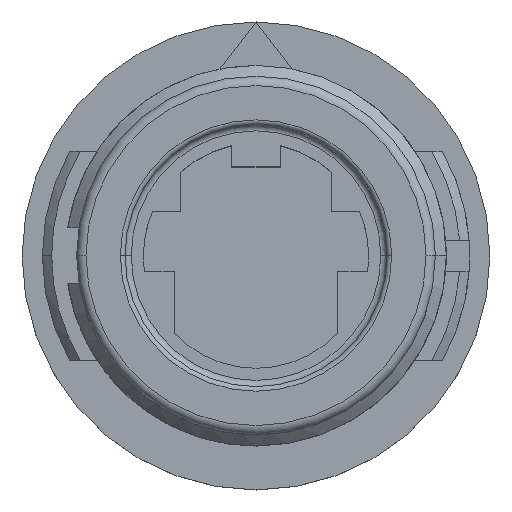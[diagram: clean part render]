
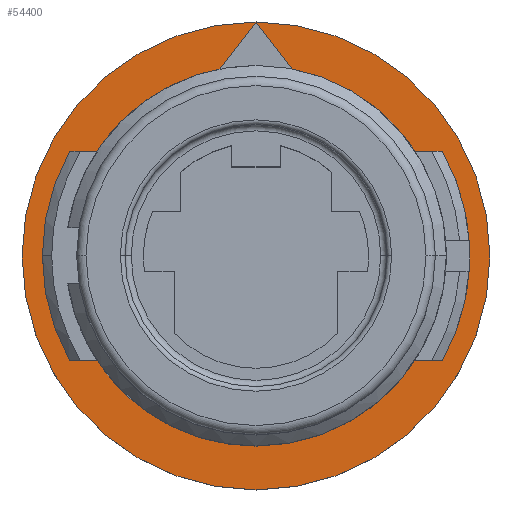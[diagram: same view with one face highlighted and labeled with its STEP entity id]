
A CAD part, top view. The second image highlights one B-rep face of the part: STEP entity #54400.
In plain terms, the highlighted planar face has unit normal (0, 0, 1).
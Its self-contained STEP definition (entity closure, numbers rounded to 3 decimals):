
#4900=CARTESIAN_POINT('',(0.,-5.75,-12.6))
;
#4910=VERTEX_POINT('',#4900);
#4940=CARTESIAN_POINT('',(0.,0.,-12.6));
#4950=DIRECTION('',(0.,0.,-1.));
#4960=DIRECTION('',(0.,1.,0.));
#4970=AXIS2_PLACEMENT_3D('',#4940,#4950,#4960);
#4980=CIRCLE('',#4970,5.75);
#4990=CARTESIAN_POINT('',(-4.673,-3.35,-12.6));
#5000=VERTEX_POINT('',#4990);
#5010=EDGE_CURVE('',#4910,#5000,#4980,.T.);
#5690=CARTESIAN_POINT('',(5.975,-3.35,-12.6));
#5700=VERTEX_POINT('',#5690);
#5730=CARTESIAN_POINT('',(5.975,-3.35,-12.6));
#5740=DIRECTION('',(-1.,0.,0.));
#5750=VECTOR('',#5740,1.302);
#5760=LINE('',#5730,#5750);
#5770=CARTESIAN_POINT('',(4.673,-3.35,-12.6));
#5780=VERTEX_POINT('',#5770);
#5790=EDGE_CURVE('',#5700,#5780,#5760,.T.);
#6420=CARTESIAN_POINT('',(0.,7.5,-12.6));
#6430=VERTEX_POINT('',#6420);
#6580=CARTESIAN_POINT('',(-1.5,5.551,-12.6));
#6590=VERTEX_POINT('',#6580);
#6620=CARTESIAN_POINT('',(-1.5,5.551,-12.6));
#6630=DIRECTION('',(0.61,0.792,0.));
#6640=VECTOR('',#6630,2.459);
#6650=LINE('',#6620,#6640);
#6660=EDGE_CURVE('',#6590,#6430,#6650,.T.);
#7910=CARTESIAN_POINT('',(-4.673,3.35,-12.6));
#7920=VERTEX_POINT('',#7910);
#7950=CARTESIAN_POINT('',(0.,0.,-12.6));
#7960=DIRECTION('',(0.,0.,-1.));
#7970=DIRECTION('',(1.,0.,0.));
#7980=AXIS2_PLACEMENT_3D('',#7950,#7960,#7970);
#7990=CIRCLE('',#7980,5.75);
#8000=EDGE_CURVE('',#7920,#6590,#7990,.T.);
#8160=CARTESIAN_POINT('',(1.5,5.551,-12.6));
#8170=VERTEX_POINT('',#8160);
#8200=CARTESIAN_POINT('',(0.,0.,-12.6));
#8210=DIRECTION('',(0.,0.,-1.));
#8220=DIRECTION('',(1.,0.,0.));
#8230=AXIS2_PLACEMENT_3D('',#8200,#8210,#8220);
#8240=CIRCLE('',#8230,5.75);
#8250=CARTESIAN_POINT('',(4.673,3.35,-12.6));
#8260=VERTEX_POINT('',#8250);
#8270=EDGE_CURVE('',#8170,#8260,#8240,.T.);
#10070=CARTESIAN_POINT('',(-4.673,-3.35,-12.6));
#10080=DIRECTION('',(-1.,0.,0.));
#10090=VECTOR('',#10080,1.302);
#10100=LINE('',#10070,#10090);
#10110=CARTESIAN_POINT('',(-5.975,-3.35,-12.6));
#10120=VERTEX_POINT('',#10110);
#10130=EDGE_CURVE('',#5000,#10120,#10100,.T.);
#11910=CARTESIAN_POINT('',(6.85,0.,-12.6));
#11920=VERTEX_POINT('',#11910);
#11950=CARTESIAN_POINT('',(0.,0.,-12.6));
#11960=DIRECTION('',(0.,0.,-1.));
#11970=DIRECTION('',(-1.,0.,0.));
#11980=AXIS2_PLACEMENT_3D('',#11950,#11960,#11970);
#11990=CIRCLE('',#11980,6.85);
#12000=EDGE_CURVE('',#11920,#5700,#11990,.T.);
#12570=CARTESIAN_POINT('',(0.,7.5,-12.6));
#12580=DIRECTION('',(0.61,-0.792,0.));
#12590=VECTOR('',#12580,2.459);
#12600=LINE('',#12570,#12590);
#12610=EDGE_CURVE('',#6430,#8170,#12600,.T.);
#16670=CARTESIAN_POINT('',(-6.85,0.,-12.6));
#16680=VERTEX_POINT('',#16670);
#16730=CARTESIAN_POINT('',(0.,0.,-12.6));
#16740=DIRECTION('',(0.,0.,-1.));
#16750=DIRECTION('',(-1.,0.,0.));
#16760=AXIS2_PLACEMENT_3D('',#16730,#16740,#16750);
#16770=CIRCLE('',#16760,6.85);
#16780=CARTESIAN_POINT('',(-5.975,3.35,-12.6));
#16790=VERTEX_POINT('',#16780);
#16800=EDGE_CURVE('',#16680,#16790,#16770,.T.);
#18440=CARTESIAN_POINT('',(4.673,3.35,-12.6));
#18450=DIRECTION('',(1.,0.,0.));
#18460=VECTOR('',#18450,1.302);
#18470=LINE('',#18440,#18460);
#18480=CARTESIAN_POINT('',(5.975,3.35,-12.6));
#18490=VERTEX_POINT('',#18480);
#18500=EDGE_CURVE('',#8260,#18490,#18470,.T.);
#47810=CARTESIAN_POINT('',(7.5,0.,-12.6));
#47820=VERTEX_POINT('',#47810);
#47850=CARTESIAN_POINT('',(0.,0.,-12.6));
#47860=DIRECTION('',(0.,0.,-1.));
#47870=DIRECTION('',(1.,0.,0.));
#47880=AXIS2_PLACEMENT_3D('',#47850,#47860,#47870);
#47890=CIRCLE('',#47880,7.5);
#47900=EDGE_CURVE('',#6430,#47820,#47890,.T.);
#47920=CARTESIAN_POINT('',(-7.5,0.,-12.6));
#47930=VERTEX_POINT('',#47920);
#47940=EDGE_CURVE('',#47930,#6430,#47890,.T.);
#54070=CARTESIAN_POINT('',(-8.25,-8.25,-12.6));
#54080=DIRECTION('',(0.,0.,1.));
#54090=DIRECTION('',(1.,0.,0.));
#54100=AXIS2_PLACEMENT_3D('',#54070,#54080,#54090);
#54110=PLANE('',#54100);
#54120=ORIENTED_EDGE('',*,*,#8000,.T.);
#54130=CARTESIAN_POINT('',(-5.975,3.35,-12.6));
#54140=DIRECTION('',(1.,0.,0.));
#54150=VECTOR('',#54140,1.302);
#54160=LINE('',#54130,#54150);
#54170=EDGE_CURVE('',#16790,#7920,#54160,.T.);
#54180=ORIENTED_EDGE('',*,*,#54170,.T.);
#54190=ORIENTED_EDGE('',*,*,#16800,.T.);
#54200=EDGE_CURVE('',#10120,#16680,#16770,.T.);
#54210=ORIENTED_EDGE('',*,*,#54200,.T.);
#54220=ORIENTED_EDGE('',*,*,#10130,.T.);
#54230=ORIENTED_EDGE('',*,*,#5010,.T.);
#54240=EDGE_CURVE('',#5780,#4910,#4980,.T.);
#54250=ORIENTED_EDGE('',*,*,#54240,.T.);
#54260=ORIENTED_EDGE('',*,*,#5790,.T.);
#54270=ORIENTED_EDGE('',*,*,#12000,.T.);
#54280=EDGE_CURVE('',#18490,#11920,#11990,.T.);
#54290=ORIENTED_EDGE('',*,*,#54280,.T.);
#54300=ORIENTED_EDGE('',*,*,#18500,.T.);
#54310=ORIENTED_EDGE('',*,*,#8270,.T.);
#54320=ORIENTED_EDGE('',*,*,#12610,.T.);
#54330=ORIENTED_EDGE('',*,*,#47900,.F.);
#54340=EDGE_CURVE('',#47820,#47930,#47890,.T.);
#54350=ORIENTED_EDGE('',*,*,#54340,.F.);
#54360=ORIENTED_EDGE('',*,*,#47940,.F.);
#54370=ORIENTED_EDGE('',*,*,#6660,.T.);
#54380=EDGE_LOOP('',(#54370,#54360,#54350,#54330,#54320,#54310,#54300,
#54290,#54270,#54260,#54250,#54230,#54220,#54210,#54190,#54180,#54120));
#54390=FACE_OUTER_BOUND('',#54380,.T.);
#54400=ADVANCED_FACE('',(#54390),#54110,.T.);
